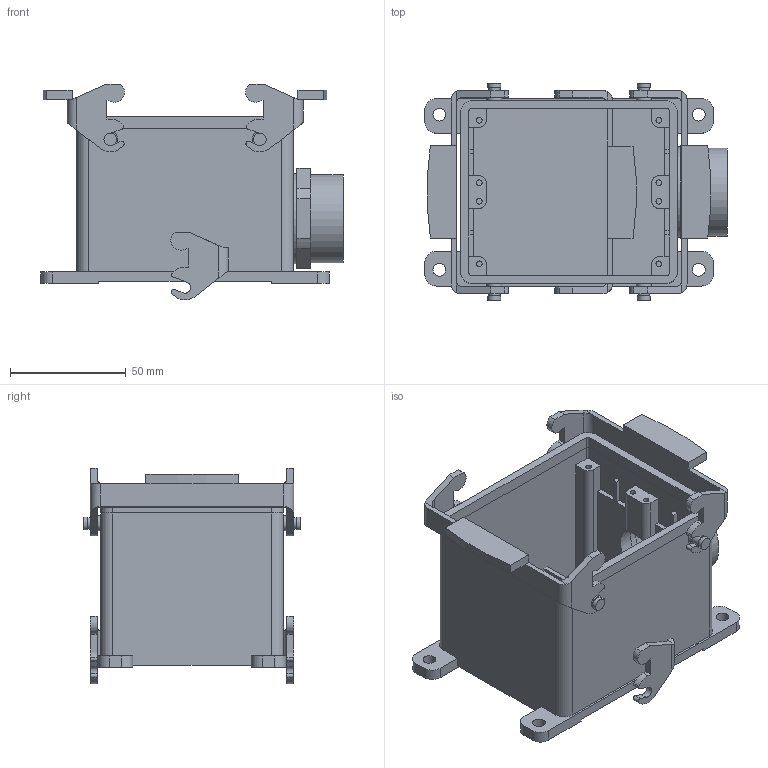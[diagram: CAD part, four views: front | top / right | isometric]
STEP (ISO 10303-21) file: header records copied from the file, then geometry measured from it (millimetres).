
FILE_DESCRIPTION( ( 'Unknown' ), '1' );
FILE_NAME( 'H_B_32_SGR_NPT_1_ASM.stp', 'Unknown', ( 'Unknown' ), ( 'Unknown' ), 'PSStep 11.0', 'Unknown', ' ' );
FILE_SCHEMA( ( 'AUTOMOTIVE_DESIGN { 1 0 10303 214 1 1 1 1 }' ) );
Length unit declared in the file: millimetre
Products named in the file (3): Assem1; H_B_32_QB; H_B_32_SGR_NPT_1
Bounding box: 130.5 x 93.8 x 93.2 mm (x, y, z)
Volume: 302842.8 mm3; surface area: 155242.6 mm2
Topology: 5 solids, 5 shells, 509 faces, 1355 edges, 908 vertices
Faces by surface type: plane 320, cylinder 187, cone 2
Full cylindrical faces by diameter (mm): 2.459 x16, 4.9 x8, 5.5 x16, 6.5 x8, 28 x2, 30.411 x2, 38 x2, 39 x2
Entity records: 8933 total; most frequent: CARTESIAN_POINT 1269, DIRECTION 1211, ORIENTED_EDGE 1142, EDGE_CURVE 571, AXIS2_PLACEMENT_3D 408, VERTEX_POINT 398, LINE 395, VECTOR 395
